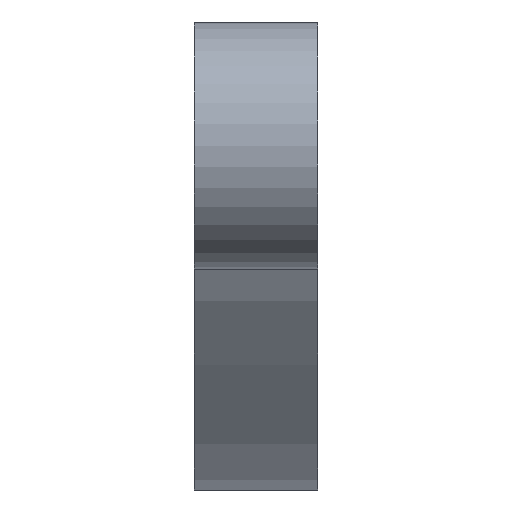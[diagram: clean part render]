
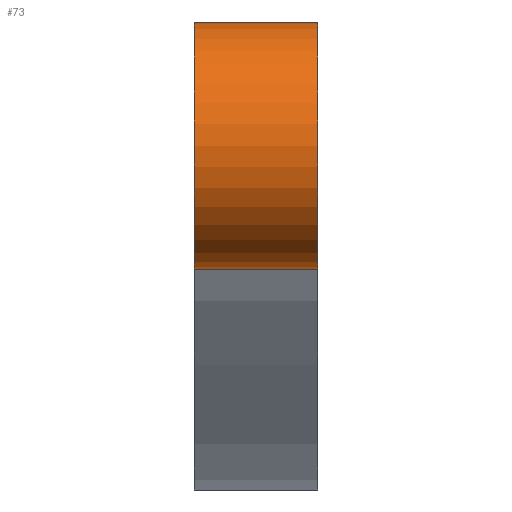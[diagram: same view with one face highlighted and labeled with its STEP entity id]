
A CAD part, left-side view. The second image highlights one B-rep face of the part: STEP entity #73.
In plain terms, the highlighted cylindrical face has radius 5 mm (diameter 10 mm), a partial arc.
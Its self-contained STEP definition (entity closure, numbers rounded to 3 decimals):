
#29 = VERTEX_POINT ( 'NONE', #309 ) ;
#39 = CIRCLE ( 'NONE', #340, 5. ) ;
#42 = EDGE_CURVE ( 'NONE', #515, #307, #516, .T. ) ;
#50 = DIRECTION ( 'NONE',  ( 0., 0., 1. ) ) ;
#65 = CARTESIAN_POINT ( 'NONE',  ( 0., 0., -5. ) ) ;
#73 = ADVANCED_FACE ( 'NONE', ( #316 ), #311, .T. ) ;
#95 = DIRECTION ( 'NONE',  ( 0., -1., 0. ) ) ;
#103 = CARTESIAN_POINT ( 'NONE',  ( 0., 5., -5. ) ) ;
#117 = ORIENTED_EDGE ( 'NONE', *, *, #421, .T. ) ;
#149 = CARTESIAN_POINT ( 'NONE',  ( 0., 5., 0. ) ) ;
#168 = CIRCLE ( 'NONE', #296, 5. ) ;
#191 = EDGE_CURVE ( 'NONE', #29, #314, #320, .T. ) ;
#225 = EDGE_LOOP ( 'NONE', ( #117, #332, #419, #301 ) ) ;
#238 = DIRECTION ( 'NONE',  ( 0., -1., 0. ) ) ;
#252 = DIRECTION ( 'NONE',  ( 0., 1., 0. ) ) ;
#270 = AXIS2_PLACEMENT_3D ( 'NONE', #149, #95, #357 ) ;
#296 = AXIS2_PLACEMENT_3D ( 'NONE', #436, #252, #383 ) ;
#298 = CARTESIAN_POINT ( 'NONE',  ( 0., 5., -5. ) ) ;
#301 = ORIENTED_EDGE ( 'NONE', *, *, #42, .T. ) ;
#307 = VERTEX_POINT ( 'NONE', #65 ) ;
#309 = CARTESIAN_POINT ( 'NONE',  ( 0., 5., 5. ) ) ;
#311 = CYLINDRICAL_SURFACE ( 'NONE', #270, 5. ) ;
#312 = VECTOR ( 'NONE', #238, 1000. ) ;
#314 = VERTEX_POINT ( 'NONE', #503 ) ;
#316 = FACE_OUTER_BOUND ( 'NONE', #225, .T. ) ;
#320 = LINE ( 'NONE', #377, #312 ) ;
#332 = ORIENTED_EDGE ( 'NONE', *, *, #191, .F. ) ;
#340 = AXIS2_PLACEMENT_3D ( 'NONE', #531, #423, #50 ) ;
#357 = DIRECTION ( 'NONE',  ( 0., 0., -1. ) ) ;
#366 = EDGE_CURVE ( 'NONE', #515, #29, #168, .T. ) ;
#377 = CARTESIAN_POINT ( 'NONE',  ( 0., 5., 5. ) ) ;
#383 = DIRECTION ( 'NONE',  ( 0., 0., 1. ) ) ;
#388 = VECTOR ( 'NONE', #396, 1000. ) ;
#396 = DIRECTION ( 'NONE',  ( 0., -1., 0. ) ) ;
#419 = ORIENTED_EDGE ( 'NONE', *, *, #366, .F. ) ;
#421 = EDGE_CURVE ( 'NONE', #307, #314, #39, .T. ) ;
#423 = DIRECTION ( 'NONE',  ( 0., 1., 0. ) ) ;
#436 = CARTESIAN_POINT ( 'NONE',  ( 0., 5., 0. ) ) ;
#503 = CARTESIAN_POINT ( 'NONE',  ( 0., 0., 5. ) ) ;
#515 = VERTEX_POINT ( 'NONE', #298 ) ;
#516 = LINE ( 'NONE', #103, #388 ) ;
#531 = CARTESIAN_POINT ( 'NONE',  ( 0., 0., 0. ) ) ;
